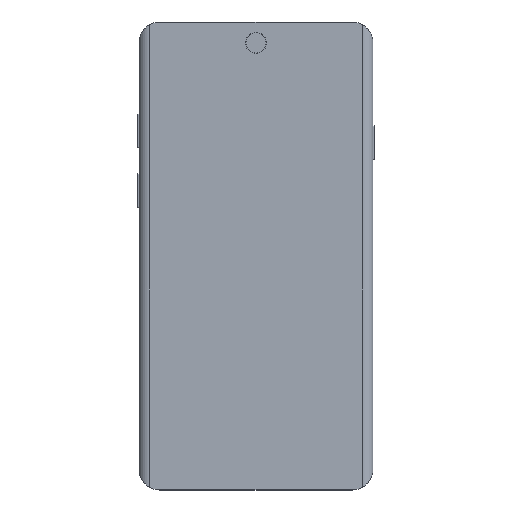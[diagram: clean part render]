
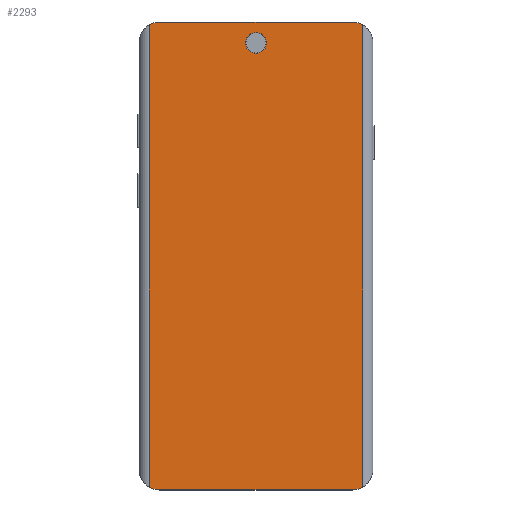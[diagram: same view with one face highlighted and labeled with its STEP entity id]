
A CAD part, top view. The second image highlights one B-rep face of the part: STEP entity #2293.
In plain terms, the highlighted planar face has unit normal (0, 0, 1).
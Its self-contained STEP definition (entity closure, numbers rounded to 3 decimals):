
#7 = CARTESIAN_POINT ( 'NONE',  ( -41., -88.928, 12. ) ) ;
#41 = EDGE_CURVE ( 'NONE', #2388, #673, #552, .T. ) ;
#64 = CARTESIAN_POINT ( 'NONE',  ( 0., 81.964, 12. ) ) ;
#65 = EDGE_CURVE ( 'NONE', #2458, #1419, #798, .T. ) ;
#136 = VERTEX_POINT ( 'NONE', #2198 ) ;
#157 = AXIS2_PLACEMENT_3D ( 'NONE', #549, #1672, #1010 ) ;
#162 = CIRCLE ( 'NONE', #2035, 4. ) ;
#164 = VECTOR ( 'NONE', #471, 1000. ) ;
#173 = DIRECTION ( 'NONE',  ( 1., 0., 0. ) ) ;
#206 = EDGE_CURVE ( 'NONE', #136, #1998, #1096, .T. ) ;
#255 = VERTEX_POINT ( 'NONE', #1746 ) ;
#257 = EDGE_CURVE ( 'NONE', #255, #673, #2832, .T. ) ;
#287 = CARTESIAN_POINT ( 'NONE',  ( 4., 81.964, 12. ) ) ;
#320 = ORIENTED_EDGE ( 'NONE', *, *, #257, .F. ) ;
#426 = CARTESIAN_POINT ( 'NONE',  ( -37., 82., 12. ) ) ;
#471 = DIRECTION ( 'NONE',  ( 1., 0., 0. ) ) ;
#481 = ORIENTED_EDGE ( 'NONE', *, *, #1314, .F. ) ;
#486 = CARTESIAN_POINT ( 'NONE',  ( 45., -90., 12. ) ) ;
#530 = VECTOR ( 'NONE', #1492, 1000. ) ;
#544 = EDGE_CURVE ( 'NONE', #778, #136, #1797, .T. ) ;
#549 = CARTESIAN_POINT ( 'NONE',  ( 37., -82., 12. ) ) ;
#552 = LINE ( 'NONE', #1269, #717 ) ;
#591 = ORIENTED_EDGE ( 'NONE', *, *, #65, .T. ) ;
#602 = VERTEX_POINT ( 'NONE', #926 ) ;
#619 = DIRECTION ( 'NONE',  ( 0., 0., -1. ) ) ;
#633 = AXIS2_PLACEMENT_3D ( 'NONE', #2888, #619, #1935 ) ;
#673 = VERTEX_POINT ( 'NONE', #7 ) ;
#694 = DIRECTION ( 'NONE',  ( -1., 0., 0. ) ) ;
#717 = VECTOR ( 'NONE', #1028, 1000. ) ;
#744 = ORIENTED_EDGE ( 'NONE', *, *, #2654, .F. ) ;
#758 = ORIENTED_EDGE ( 'NONE', *, *, #1996, .F. ) ;
#762 = EDGE_CURVE ( 'NONE', #1419, #2388, #773, .T. ) ;
#773 = CIRCLE ( 'NONE', #2414, 8. ) ;
#778 = VERTEX_POINT ( 'NONE', #1369 ) ;
#798 = LINE ( 'NONE', #831, #530 ) ;
#831 = CARTESIAN_POINT ( 'NONE',  ( 45., 90., 12. ) ) ;
#908 = CARTESIAN_POINT ( 'NONE',  ( 41., 0., 12. ) ) ;
#922 = ORIENTED_EDGE ( 'NONE', *, *, #206, .T. ) ;
#926 = CARTESIAN_POINT ( 'NONE',  ( -4., 81.964, 12. ) ) ;
#951 = ORIENTED_EDGE ( 'NONE', *, *, #2454, .T. ) ;
#1010 = DIRECTION ( 'NONE',  ( -1., 0., 0. ) ) ;
#1028 = DIRECTION ( 'NONE',  ( 0., -1., 0. ) ) ;
#1096 = LINE ( 'NONE', #908, #1468 ) ;
#1154 = LINE ( 'NONE', #486, #164 ) ;
#1179 = EDGE_LOOP ( 'NONE', ( #951, #2102, #922, #758, #591, #1472, #2637, #320 ) ) ;
#1269 = CARTESIAN_POINT ( 'NONE',  ( -41., 0., 12. ) ) ;
#1299 = CARTESIAN_POINT ( 'NONE',  ( -37., -82., 12. ) ) ;
#1314 = EDGE_CURVE ( 'NONE', #602, #2285, #162, .T. ) ;
#1335 = CIRCLE ( 'NONE', #2220, 4. ) ;
#1369 = CARTESIAN_POINT ( 'NONE',  ( 37., -90., 12. ) ) ;
#1419 = VERTEX_POINT ( 'NONE', #2874 ) ;
#1468 = VECTOR ( 'NONE', #1801, 1000. ) ;
#1472 = ORIENTED_EDGE ( 'NONE', *, *, #762, .T. ) ;
#1479 = DIRECTION ( 'NONE',  ( 1., 0., 0. ) ) ;
#1492 = DIRECTION ( 'NONE',  ( -1., 0., 0. ) ) ;
#1590 = CARTESIAN_POINT ( 'NONE',  ( 41., 88.928, 12. ) ) ;
#1605 = CARTESIAN_POINT ( 'NONE',  ( 37., 82., 12. ) ) ;
#1672 = DIRECTION ( 'NONE',  ( 0., 0., 1. ) ) ;
#1697 = DIRECTION ( 'NONE',  ( 0., 0., 1. ) ) ;
#1716 = CARTESIAN_POINT ( 'NONE',  ( 0., 81.964, 12. ) ) ;
#1746 = CARTESIAN_POINT ( 'NONE',  ( -37., -90., 12. ) ) ;
#1766 = EDGE_LOOP ( 'NONE', ( #744, #481 ) ) ;
#1797 = CIRCLE ( 'NONE', #157, 8. ) ;
#1801 = DIRECTION ( 'NONE',  ( 0., 1., 0. ) ) ;
#1865 = FACE_BOUND ( 'NONE', #1766, .T. ) ;
#1935 = DIRECTION ( 'NONE',  ( 0., -1., 0. ) ) ;
#1996 = EDGE_CURVE ( 'NONE', #2458, #1998, #2037, .T. ) ;
#1998 = VERTEX_POINT ( 'NONE', #1590 ) ;
#2004 = DIRECTION ( 'NONE',  ( 0., 0., -1. ) ) ;
#2035 = AXIS2_PLACEMENT_3D ( 'NONE', #1716, #1697, #1479 ) ;
#2037 = CIRCLE ( 'NONE', #2179, 8. ) ;
#2058 = DIRECTION ( 'NONE',  ( 0., 0., 1. ) ) ;
#2074 = DIRECTION ( 'NONE',  ( 0., 0., 1. ) ) ;
#2102 = ORIENTED_EDGE ( 'NONE', *, *, #544, .T. ) ;
#2179 = AXIS2_PLACEMENT_3D ( 'NONE', #1605, #2004, #694 ) ;
#2185 = DIRECTION ( 'NONE',  ( 0., 0., -1. ) ) ;
#2198 = CARTESIAN_POINT ( 'NONE',  ( 41., -88.928, 12. ) ) ;
#2220 = AXIS2_PLACEMENT_3D ( 'NONE', #64, #2074, #2526 ) ;
#2239 = DIRECTION ( 'NONE',  ( 1., 0., 0. ) ) ;
#2252 = CARTESIAN_POINT ( 'NONE',  ( 37., 90., 12. ) ) ;
#2285 = VERTEX_POINT ( 'NONE', #287 ) ;
#2293 = ADVANCED_FACE ( 'NONE', ( #1865, #2762 ), #2435, .F. ) ;
#2388 = VERTEX_POINT ( 'NONE', #2613 ) ;
#2414 = AXIS2_PLACEMENT_3D ( 'NONE', #426, #2058, #2239 ) ;
#2435 = PLANE ( 'NONE',  #633 ) ;
#2454 = EDGE_CURVE ( 'NONE', #255, #778, #1154, .T. ) ;
#2458 = VERTEX_POINT ( 'NONE', #2252 ) ;
#2526 = DIRECTION ( 'NONE',  ( 1., 0., 0. ) ) ;
#2603 = AXIS2_PLACEMENT_3D ( 'NONE', #1299, #2185, #173 ) ;
#2613 = CARTESIAN_POINT ( 'NONE',  ( -41., 88.928, 12. ) ) ;
#2637 = ORIENTED_EDGE ( 'NONE', *, *, #41, .T. ) ;
#2654 = EDGE_CURVE ( 'NONE', #2285, #602, #1335, .T. ) ;
#2762 = FACE_OUTER_BOUND ( 'NONE', #1179, .T. ) ;
#2832 = CIRCLE ( 'NONE', #2603, 8. ) ;
#2874 = CARTESIAN_POINT ( 'NONE',  ( -37., 90., 12. ) ) ;
#2888 = CARTESIAN_POINT ( 'NONE',  ( 0., 0., 12. ) ) ;
